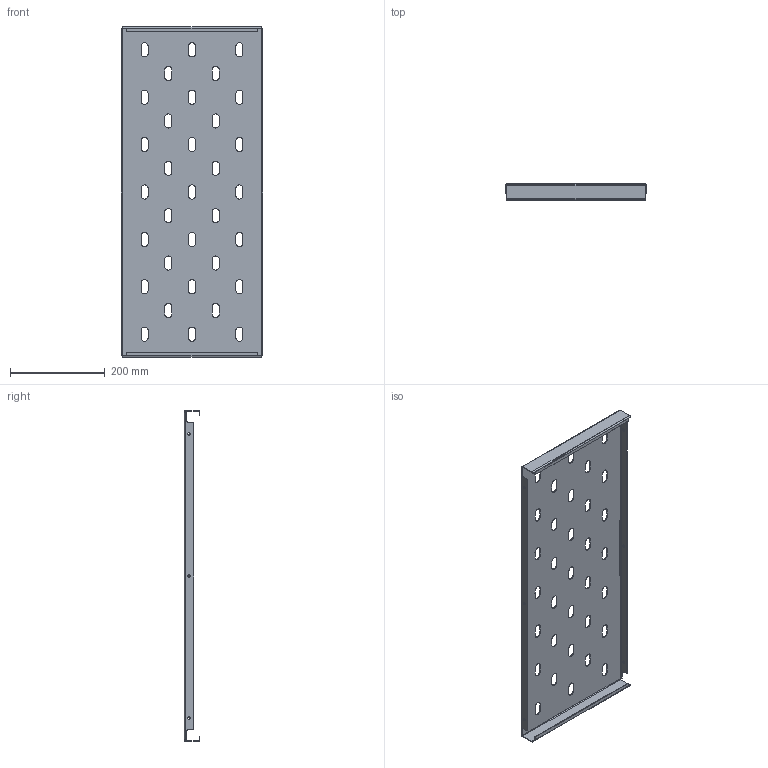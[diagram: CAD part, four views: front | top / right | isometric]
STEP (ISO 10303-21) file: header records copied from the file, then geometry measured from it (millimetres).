
FILE_DESCRIPTION (( 'STEP AP214' ), '1' );
FILE_NAME ('945.148.STEP', '2024-10-04T06:34:01', ( '' ), ( '' ), 'SwSTEP 2.0', 'SolidWorks 2021', '' );
FILE_SCHEMA (( 'AUTOMOTIVE_DESIGN' ));
Length unit declared in the file: millimetre
Products named in the file (1): 945.148
Bounding box: 298 x 33 x 698 mm (x, y, z)
Volume: 359450.3 mm3; surface area: 486530.9 mm2
Topology: 1 solids, 1 shells, 263 faces, 743 edges, 482 vertices
Faces by surface type: cylinder 147, plane 116
Entity records: 8793 total; most frequent: DIRECTION 1557, CARTESIAN_POINT 1537, ORIENTED_EDGE 1486, EDGE_CURVE 743, AXIS2_PLACEMENT_3D 558, VERTEX_POINT 482, VECTOR 441, LINE 441
